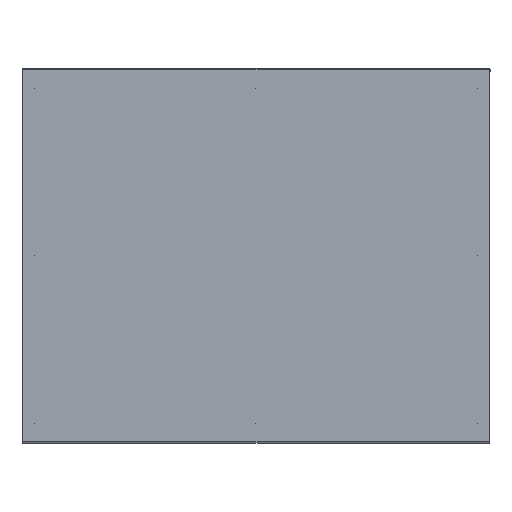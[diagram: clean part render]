
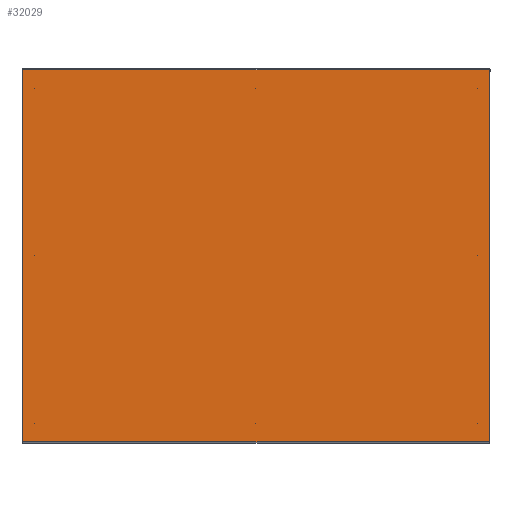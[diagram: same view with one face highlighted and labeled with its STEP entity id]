
A CAD part, front view. The second image highlights one B-rep face of the part: STEP entity #32029.
In plain terms, the highlighted planar face has unit normal (0, -1, 0).
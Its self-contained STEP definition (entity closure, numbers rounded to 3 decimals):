
#2753=PLANE('',#35184);
#4515=FACE_OUTER_BOUND('',#6875,.T.);
#6875=EDGE_LOOP('',(#27075,#27076,#27077,#27078));
#9111=LINE('',#55189,#11167);
#9112=LINE('',#55202,#11168);
#9113=LINE('',#55204,#11169);
#9114=LINE('',#55205,#11170);
#11167=VECTOR('',#43179,795.);
#11168=VECTOR('',#43186,996.859);
#11169=VECTOR('',#43187,795.);
#11170=VECTOR('',#43188,996.859);
#15132=VERTEX_POINT('',#55186);
#15133=VERTEX_POINT('',#55188);
#15136=VERTEX_POINT('',#55201);
#15137=VERTEX_POINT('',#55203);
#19192=EDGE_CURVE('',#15133,#15132,#9111,.T.);
#19196=EDGE_CURVE('',#15132,#15136,#9112,.T.);
#19197=EDGE_CURVE('',#15136,#15137,#9113,.T.);
#19198=EDGE_CURVE('',#15137,#15133,#9114,.T.);
#27075=ORIENTED_EDGE('',*,*,#19196,.T.);
#27076=ORIENTED_EDGE('',*,*,#19197,.T.);
#27077=ORIENTED_EDGE('',*,*,#19198,.T.);
#27078=ORIENTED_EDGE('',*,*,#19192,.T.);
#32029=ADVANCED_FACE('',(#4515),#2753,.F.);
#35184=AXIS2_PLACEMENT_3D('',#55200,#43184,#43185);
#43179=DIRECTION('',(0.,0.,-1.));
#43184=DIRECTION('center_axis',(0.,1.,0.));
#43185=DIRECTION('ref_axis',(0.,0.,1.));
#43186=DIRECTION('',(1.,0.,0.));
#43187=DIRECTION('',(0.,0.,1.));
#43188=DIRECTION('',(-1.,0.,0.));
#55186=CARTESIAN_POINT('',(-498.429,0.,-397.5));
#55188=CARTESIAN_POINT('',(-498.429,0.,397.5));
#55189=CARTESIAN_POINT('',(-498.429,0.,-198.75));
#55200=CARTESIAN_POINT('Origin',(0.,0.,0.));
#55201=CARTESIAN_POINT('',(498.429,0.,-397.5));
#55202=CARTESIAN_POINT('',(497.145,0.,-397.5));
#55203=CARTESIAN_POINT('',(498.429,0.,397.5));
#55204=CARTESIAN_POINT('',(498.429,0.,198.75));
#55205=CARTESIAN_POINT('',(248.75,0.,397.5));
